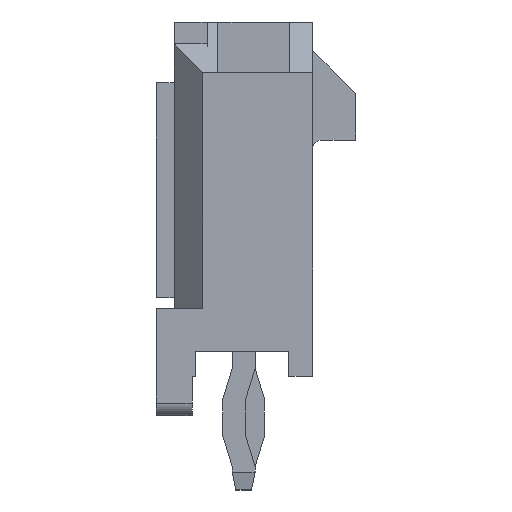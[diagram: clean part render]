
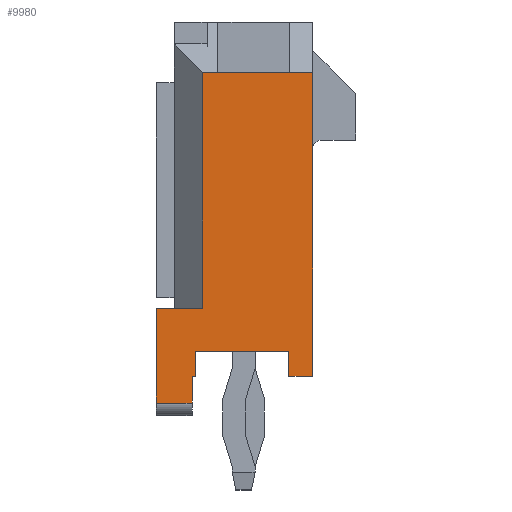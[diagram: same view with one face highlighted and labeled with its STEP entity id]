
A CAD part, left-side view. The second image highlights one B-rep face of the part: STEP entity #9980.
In plain terms, the highlighted face is planar.
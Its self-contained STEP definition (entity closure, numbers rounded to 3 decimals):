
#819=ORIENTED_EDGE('',*,*,#2649,.F.);
#820=ORIENTED_EDGE('',*,*,#2498,.T.);
#821=ORIENTED_EDGE('',*,*,#2622,.T.);
#822=ORIENTED_EDGE('',*,*,#2643,.F.);
#823=ORIENTED_EDGE('',*,*,#2481,.F.);
#824=ORIENTED_EDGE('',*,*,#2474,.F.);
#825=ORIENTED_EDGE('',*,*,#2693,.F.);
#826=ORIENTED_EDGE('',*,*,#2516,.T.);
#827=ORIENTED_EDGE('',*,*,#2513,.T.);
#828=ORIENTED_EDGE('',*,*,#2510,.T.);
#829=ORIENTED_EDGE('',*,*,#2669,.F.);
#830=ORIENTED_EDGE('',*,*,#2694,.F.);
#831=ORIENTED_EDGE('',*,*,#2612,.F.);
#832=ORIENTED_EDGE('',*,*,#2618,.T.);
#2474=EDGE_CURVE('',#3450,#3451,#4172,.T.);
#2481=EDGE_CURVE('',#3451,#3455,#4177,.T.);
#2498=EDGE_CURVE('',#3468,#3470,#4192,.T.);
#2510=EDGE_CURVE('',#3481,#3480,#4204,.T.);
#2513=EDGE_CURVE('',#3483,#3481,#4207,.T.);
#2516=EDGE_CURVE('',#3485,#3483,#4210,.T.);
#2612=EDGE_CURVE('',#3530,#3551,#4304,.T.);
#2618=EDGE_CURVE('',#3530,#3526,#4310,.T.);
#2622=EDGE_CURVE('',#3470,#3556,#4314,.T.);
#2643=EDGE_CURVE('',#3455,#3556,#4335,.T.);
#2649=EDGE_CURVE('',#3468,#3526,#4341,.T.);
#2669=EDGE_CURVE('',#3577,#3480,#4361,.T.);
#2693=EDGE_CURVE('',#3485,#3450,#4385,.T.);
#2694=EDGE_CURVE('',#3551,#3577,#4386,.T.);
#3450=VERTEX_POINT('',#13206);
#3451=VERTEX_POINT('',#13208);
#3455=VERTEX_POINT('',#13220);
#3468=VERTEX_POINT('',#13253);
#3470=VERTEX_POINT('',#13257);
#3480=VERTEX_POINT('',#13283);
#3481=VERTEX_POINT('',#13285);
#3483=VERTEX_POINT('',#13291);
#3485=VERTEX_POINT('',#13297);
#3526=VERTEX_POINT('',#13420);
#3530=VERTEX_POINT('',#13428);
#3551=VERTEX_POINT('',#13488);
#3556=VERTEX_POINT('',#13505);
#3577=VERTEX_POINT('',#13587);
#4172=LINE('',#13207,#5206);
#4177=LINE('',#13221,#5211);
#4192=LINE('',#13258,#5226);
#4204=LINE('',#13284,#5238);
#4207=LINE('',#13290,#5241);
#4210=LINE('',#13296,#5244);
#4304=LINE('',#13487,#5338);
#4310=LINE('',#13498,#5344);
#4314=LINE('',#13506,#5348);
#4335=LINE('',#13543,#5369);
#4341=LINE('',#13553,#5375);
#4361=LINE('',#13586,#5395);
#4385=LINE('',#13632,#5419);
#4386=LINE('',#13633,#5420);
#5206=VECTOR('',#11178,1000.);
#5211=VECTOR('',#11191,1000.);
#5226=VECTOR('',#11220,1000.);
#5238=VECTOR('',#11240,1000.);
#5241=VECTOR('',#11245,1000.);
#5244=VECTOR('',#11250,1000.);
#5338=VECTOR('',#11406,1000.);
#5344=VECTOR('',#11416,1000.);
#5348=VECTOR('',#11422,1000.);
#5369=VECTOR('',#11455,1000.);
#5375=VECTOR('',#11465,1000.);
#5395=VECTOR('',#11495,1000.);
#5419=VECTOR('',#11527,1000.);
#5420=VECTOR('',#11528,1000.);
#6040=EDGE_LOOP('',(#819,#820,#821,#822,#823,#824,#825,#826,#827,#828,#829,
#830,#831,#832));
#6446=FACE_BOUND('',#6040,.T.);
#6849=PLANE('',#10384);
#9980=ADVANCED_FACE('',(#6446),#6849,.F.);
#10384=AXIS2_PLACEMENT_3D('',#13631,#11525,#11526);
#11178=DIRECTION('',(0.,1.,0.));
#11191=DIRECTION('',(0.,0.,-1.));
#11220=DIRECTION('',(0.,1.,0.));
#11240=DIRECTION('',(0.,1.,0.));
#11245=DIRECTION('',(0.,0.,1.));
#11250=DIRECTION('',(0.,-1.,0.));
#11406=DIRECTION('',(0.,0.,1.));
#11416=DIRECTION('',(0.,0.,-1.));
#11422=DIRECTION('',(0.,0.,-1.));
#11455=DIRECTION('',(0.,-1.,0.));
#11465=DIRECTION('',(0.,0.,1.));
#11495=DIRECTION('',(0.,0.,-1.));
#11525=DIRECTION('',(-1.,0.,0.));
#11526=DIRECTION('',(0.,0.,1.));
#11527=DIRECTION('',(0.,0.,-1.));
#11528=DIRECTION('',(0.,1.,0.));
#13206=CARTESIAN_POINT('',(10.825,4.95,-1.185));
#13207=CARTESIAN_POINT('',(10.825,4.95,-1.185));
#13208=CARTESIAN_POINT('',(10.825,5.7,-1.185));
#13220=CARTESIAN_POINT('',(10.825,5.7,-2.185));
#13221=CARTESIAN_POINT('',(10.825,5.7,-1.185));
#13253=CARTESIAN_POINT('',(10.825,-3.536,-0.885));
#13257=CARTESIAN_POINT('',(10.825,3.05,-0.885));
#13258=CARTESIAN_POINT('',(10.825,3.05,-0.885));
#13283=CARTESIAN_POINT('',(10.825,4.95,1.515));
#13284=CARTESIAN_POINT('',(10.825,4.25,1.515));
#13285=CARTESIAN_POINT('',(10.825,4.25,1.515));
#13290=CARTESIAN_POINT('',(10.825,4.25,-1.085));
#13291=CARTESIAN_POINT('',(10.825,4.25,-1.085));
#13296=CARTESIAN_POINT('',(10.825,4.95,-1.085));
#13297=CARTESIAN_POINT('',(10.825,4.95,-1.085));
#13420=CARTESIAN_POINT('',(10.825,-3.536,-0.465));
#13428=CARTESIAN_POINT('',(10.825,-3.536,1.535));
#13487=CARTESIAN_POINT('',(10.825,-3.536,0.));
#13488=CARTESIAN_POINT('',(10.825,-3.536,2.185));
#13498=CARTESIAN_POINT('',(10.825,-3.536,1.535));
#13505=CARTESIAN_POINT('',(10.825,3.05,-2.185));
#13506=CARTESIAN_POINT('',(10.825,3.05,-1.685));
#13543=CARTESIAN_POINT('',(10.825,4.95,-2.185));
#13553=CARTESIAN_POINT('',(10.825,-3.536,0.));
#13586=CARTESIAN_POINT('',(10.825,4.95,2.185));
#13587=CARTESIAN_POINT('',(10.825,4.95,2.185));
#13631=CARTESIAN_POINT('',(10.825,0.,0.));
#13632=CARTESIAN_POINT('',(10.825,4.95,2.185));
#13633=CARTESIAN_POINT('',(10.825,-4.95,2.185));
